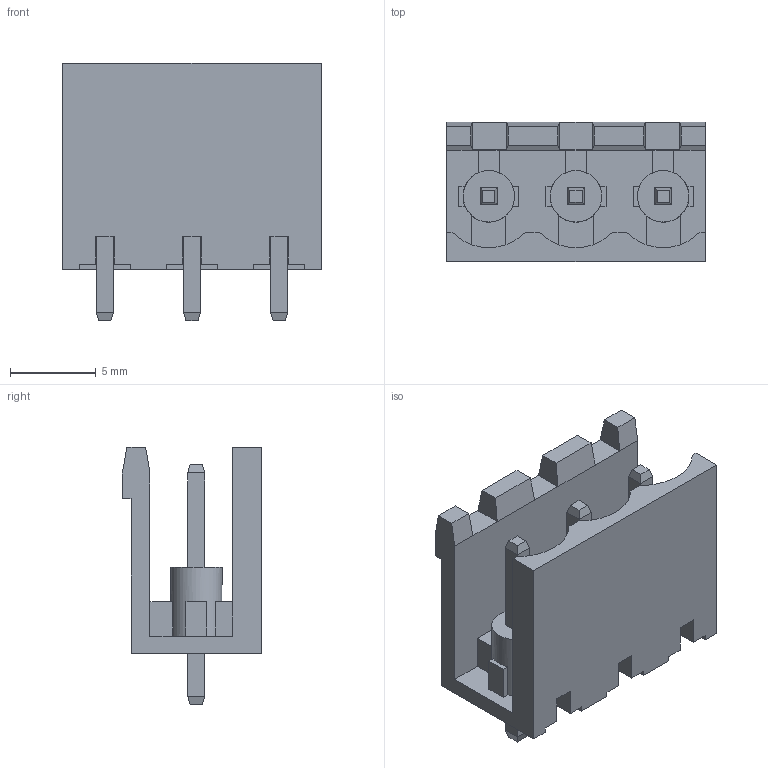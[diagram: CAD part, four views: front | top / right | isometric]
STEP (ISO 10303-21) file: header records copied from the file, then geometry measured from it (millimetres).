
FILE_DESCRIPTION(/* description */ (''),/* implementation_level */ '2;1');
FILE_NAME(/* name */ '5EDHV-03P.step',/* time_stamp */ '2018-11-05T18:02:50+03:00',/* author */ (''),/* organization */ (''),/* preprocessor_version */ 'ST-DEVELOPER v17.2',/* originating_system */ 'Autodesk Translation Framework v7.6.0.251',/* authorisation */ '');
FILE_SCHEMA (('AUTOMOTIVE_DESIGN { 1 0 10303 214 3 1 1 }'));
Length unit declared in the file: millimetre
Products named in the file (1): 5EDHV-03P
Bounding box: 15.08 x 8.1 x 15 mm (x, y, z)
Volume: 606.8 mm3; surface area: 1392.5 mm2
Topology: 4 solids, 4 shells, 167 faces, 442 edges, 283 vertices
Faces by surface type: plane 161, cylinder 6
Full cylindrical faces by diameter (mm): 3 x3
Entity records: 5115 total; most frequent: CARTESIAN_POINT 893, ORIENTED_EDGE 884, DIRECTION 821, EDGE_CURVE 442, LINE 399, VECTOR 399, VERTEX_POINT 283, AXIS2_PLACEMENT_3D 211
